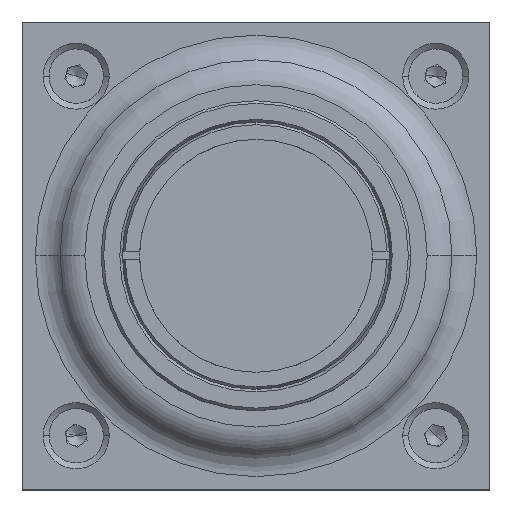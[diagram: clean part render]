
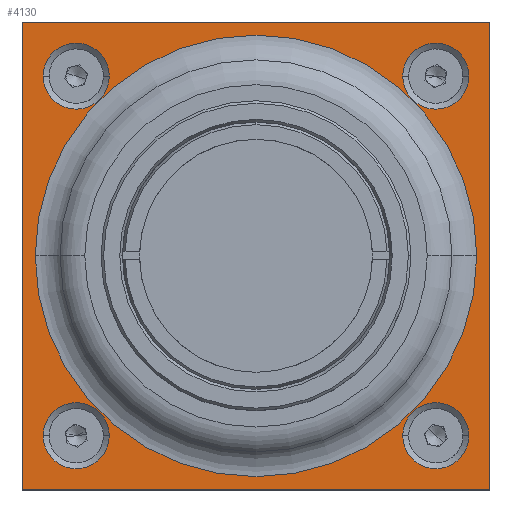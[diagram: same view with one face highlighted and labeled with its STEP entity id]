
A CAD part, top view. The second image highlights one B-rep face of the part: STEP entity #4130.
In plain terms, the highlighted planar face has unit normal (0, 0, 1).
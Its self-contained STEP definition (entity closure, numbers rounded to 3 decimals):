
#55 = EDGE_CURVE ( 'NONE', #3616, #3691, #6257, .T. ) ;
#103 = CARTESIAN_POINT ( 'NONE',  ( -8.234, -17.46, 3.1 ) ) ;
#302 = EDGE_CURVE ( 'NONE', #4508, #1536, #5661, .T. ) ;
#309 = EDGE_CURVE ( 'NONE', #3691, #2773, #3430, .T. ) ;
#321 = AXIS2_PLACEMENT_3D ( 'NONE', #670, #6110, #3615 ) ;
#373 = ORIENTED_EDGE ( 'NONE', *, *, #1577, .F. ) ;
#377 = CARTESIAN_POINT ( 'NONE',  ( 30.371, -17.46, 3.1 ) ) ;
#385 = DIRECTION ( 'NONE',  ( 1., 0., 0. ) ) ;
#449 = VERTEX_POINT ( 'NONE', #377 ) ;
#481 = AXIS2_PLACEMENT_3D ( 'NONE', #1098, #4081, #3575 ) ;
#609 = CIRCLE ( 'NONE', #2650, 3.25 ) ;
#632 = DIRECTION ( 'NONE',  ( 1., 0., 0. ) ) ;
#670 = CARTESIAN_POINT ( 'NONE',  ( 9.443, 0.218, 3.1 ) ) ;
#695 = CARTESIAN_POINT ( 'NONE',  ( -13.557, 23.218, 3.1 ) ) ;
#722 = FACE_BOUND ( 'NONE', #3999, .T. ) ;
#777 = DIRECTION ( 'NONE',  ( 0., 0., 1. ) ) ;
#882 = CARTESIAN_POINT ( 'NONE',  ( -13.557, -22.782, 3.1 ) ) ;
#922 = ORIENTED_EDGE ( 'NONE', *, *, #6261, .F. ) ;
#1094 = VECTOR ( 'NONE', #4179, 1000. ) ;
#1098 = CARTESIAN_POINT ( 'NONE',  ( 9.443, 0.218, 3.1 ) ) ;
#1119 = FACE_OUTER_BOUND ( 'NONE', #4636, .T. ) ;
#1265 = VERTEX_POINT ( 'NONE', #3039 ) ;
#1280 = DIRECTION ( 'NONE',  ( -1., 0., 0. ) ) ;
#1303 = EDGE_CURVE ( 'NONE', #3327, #1450, #3673, .T. ) ;
#1340 = CARTESIAN_POINT ( 'NONE',  ( 27.121, 17.895, 3.1 ) ) ;
#1450 = VERTEX_POINT ( 'NONE', #4180 ) ;
#1487 = EDGE_CURVE ( 'NONE', #2773, #2957, #3825, .T. ) ;
#1496 = AXIS2_PLACEMENT_3D ( 'NONE', #5011, #3078, #3558 ) ;
#1536 = VERTEX_POINT ( 'NONE', #6136 ) ;
#1552 = ORIENTED_EDGE ( 'NONE', *, *, #5861, .F. ) ;
#1560 = VECTOR ( 'NONE', #2746, 1000. ) ;
#1563 = DIRECTION ( 'NONE',  ( 1., 0., 0. ) ) ;
#1577 = EDGE_CURVE ( 'NONE', #1450, #3327, #609, .T. ) ;
#1594 = FACE_BOUND ( 'NONE', #3390, .T. ) ;
#1619 = CARTESIAN_POINT ( 'NONE',  ( -8.234, 17.895, 3.1 ) ) ;
#1667 = CIRCLE ( 'NONE', #4942, 3.25 ) ;
#1750 = DIRECTION ( 'NONE',  ( 0., 0., 1. ) ) ;
#2013 = AXIS2_PLACEMENT_3D ( 'NONE', #103, #5570, #1563 ) ;
#2195 = CARTESIAN_POINT ( 'NONE',  ( 23.871, -17.46, 3.1 ) ) ;
#2207 = ORIENTED_EDGE ( 'NONE', *, *, #1487, .F. ) ;
#2255 = CIRCLE ( 'NONE', #1496, 3.25 ) ;
#2393 = DIRECTION ( 'NONE',  ( 0., 0., 1. ) ) ;
#2443 = VERTEX_POINT ( 'NONE', #2195 ) ;
#2511 = VERTEX_POINT ( 'NONE', #4163 ) ;
#2576 = DIRECTION ( 'NONE',  ( 0., 0., 1. ) ) ;
#2650 = AXIS2_PLACEMENT_3D ( 'NONE', #5815, #777, #4817 ) ;
#2681 = PLANE ( 'NONE',  #5025 ) ;
#2693 = CARTESIAN_POINT ( 'NONE',  ( 27.121, -17.46, 3.1 ) ) ;
#2746 = DIRECTION ( 'NONE',  ( 0., 1., 0. ) ) ;
#2751 = CARTESIAN_POINT ( 'NONE',  ( -12.265, 0.218, 3.1 ) ) ;
#2773 = VERTEX_POINT ( 'NONE', #882 ) ;
#2882 = AXIS2_PLACEMENT_3D ( 'NONE', #1340, #3838, #385 ) ;
#2913 = LINE ( 'NONE', #4668, #1094 ) ;
#2957 = VERTEX_POINT ( 'NONE', #6023 ) ;
#3039 = CARTESIAN_POINT ( 'NONE',  ( 30.371, 17.895, 3.1 ) ) ;
#3078 = DIRECTION ( 'NONE',  ( 0., 0., 1. ) ) ;
#3095 = FACE_BOUND ( 'NONE', #4375, .T. ) ;
#3121 = CIRCLE ( 'NONE', #5676, 3.25 ) ;
#3125 = EDGE_LOOP ( 'NONE', ( #1552, #4589 ) ) ;
#3175 = CARTESIAN_POINT ( 'NONE',  ( -8.234, 17.895, 3.1 ) ) ;
#3327 = VERTEX_POINT ( 'NONE', #5737 ) ;
#3390 = EDGE_LOOP ( 'NONE', ( #3805, #5789 ) ) ;
#3392 = FACE_BOUND ( 'NONE', #3125, .T. ) ;
#3430 = LINE ( 'NONE', #5120, #6161 ) ;
#3450 = VECTOR ( 'NONE', #4867, 1000. ) ;
#3484 = ORIENTED_EDGE ( 'NONE', *, *, #4381, .F. ) ;
#3505 = EDGE_CURVE ( 'NONE', #2511, #1265, #4120, .T. ) ;
#3558 = DIRECTION ( 'NONE',  ( 1., 0., 0. ) ) ;
#3575 = DIRECTION ( 'NONE',  ( 1., 0., 0. ) ) ;
#3600 = DIRECTION ( 'NONE',  ( 1., 0., 0. ) ) ;
#3615 = DIRECTION ( 'NONE',  ( 1., 0., 0. ) ) ;
#3616 = VERTEX_POINT ( 'NONE', #6375 ) ;
#3673 = CIRCLE ( 'NONE', #2013, 3.25 ) ;
#3691 = VERTEX_POINT ( 'NONE', #4956 ) ;
#3722 = DIRECTION ( 'NONE',  ( 1., 0., 0. ) ) ;
#3730 = DIRECTION ( 'NONE',  ( 1., 0., 0. ) ) ;
#3805 = ORIENTED_EDGE ( 'NONE', *, *, #3872, .T. ) ;
#3825 = LINE ( 'NONE', #695, #1560 ) ;
#3838 = DIRECTION ( 'NONE',  ( 0., 0., 1. ) ) ;
#3872 = EDGE_CURVE ( 'NONE', #3914, #5322, #6119, .T. ) ;
#3914 = VERTEX_POINT ( 'NONE', #6048 ) ;
#3969 = CIRCLE ( 'NONE', #321, 21.708 ) ;
#3976 = AXIS2_PLACEMENT_3D ( 'NONE', #1619, #1750, #3730 ) ;
#3993 = ORIENTED_EDGE ( 'NONE', *, *, #5018, .F. ) ;
#3999 = EDGE_LOOP ( 'NONE', ( #5474, #4901 ) ) ;
#4042 = CIRCLE ( 'NONE', #6335, 3.25 ) ;
#4081 = DIRECTION ( 'NONE',  ( 0., 0., -1. ) ) ;
#4120 = CIRCLE ( 'NONE', #2882, 3.25 ) ;
#4130 = ADVANCED_FACE ( 'NONE', ( #1594, #3392, #722, #5879, #3095, #1119 ), #2681, .T. ) ;
#4163 = CARTESIAN_POINT ( 'NONE',  ( 23.871, 17.895, 3.1 ) ) ;
#4171 = ORIENTED_EDGE ( 'NONE', *, *, #309, .F. ) ;
#4179 = DIRECTION ( 'NONE',  ( 1., 0., 0. ) ) ;
#4180 = CARTESIAN_POINT ( 'NONE',  ( -4.984, -17.46, 3.1 ) ) ;
#4254 = CARTESIAN_POINT ( 'NONE',  ( -11.484, 17.895, 3.1 ) ) ;
#4375 = EDGE_LOOP ( 'NONE', ( #373, #4971 ) ) ;
#4381 = EDGE_CURVE ( 'NONE', #2443, #449, #1667, .T. ) ;
#4484 = DIRECTION ( 'NONE',  ( 1., 0., 0. ) ) ;
#4508 = VERTEX_POINT ( 'NONE', #4254 ) ;
#4589 = ORIENTED_EDGE ( 'NONE', *, *, #302, .F. ) ;
#4636 = EDGE_LOOP ( 'NONE', ( #4171, #4821, #3993, #2207 ) ) ;
#4667 = DIRECTION ( 'NONE',  ( 0., 0., 1. ) ) ;
#4668 = CARTESIAN_POINT ( 'NONE',  ( -13.557, 23.218, 3.1 ) ) ;
#4701 = CARTESIAN_POINT ( 'NONE',  ( 9.443, 0.218, 3.1 ) ) ;
#4793 = CARTESIAN_POINT ( 'NONE',  ( 32.443, 23.218, 3.1 ) ) ;
#4801 = EDGE_LOOP ( 'NONE', ( #922, #3484 ) ) ;
#4817 = DIRECTION ( 'NONE',  ( 1., 0., 0. ) ) ;
#4821 = ORIENTED_EDGE ( 'NONE', *, *, #55, .F. ) ;
#4867 = DIRECTION ( 'NONE',  ( 0., -1., 0. ) ) ;
#4901 = ORIENTED_EDGE ( 'NONE', *, *, #3505, .F. ) ;
#4942 = AXIS2_PLACEMENT_3D ( 'NONE', #2693, #6166, #3722 ) ;
#4956 = CARTESIAN_POINT ( 'NONE',  ( 32.443, -22.782, 3.1 ) ) ;
#4971 = ORIENTED_EDGE ( 'NONE', *, *, #1303, .F. ) ;
#5011 = CARTESIAN_POINT ( 'NONE',  ( 27.121, 17.895, 3.1 ) ) ;
#5018 = EDGE_CURVE ( 'NONE', #2957, #3616, #2913, .T. ) ;
#5025 = AXIS2_PLACEMENT_3D ( 'NONE', #4701, #2576, #3600 ) ;
#5120 = CARTESIAN_POINT ( 'NONE',  ( -13.557, -22.782, 3.1 ) ) ;
#5322 = VERTEX_POINT ( 'NONE', #2751 ) ;
#5391 = CARTESIAN_POINT ( 'NONE',  ( 27.121, -17.46, 3.1 ) ) ;
#5474 = ORIENTED_EDGE ( 'NONE', *, *, #6459, .F. ) ;
#5570 = DIRECTION ( 'NONE',  ( 0., 0., 1. ) ) ;
#5661 = CIRCLE ( 'NONE', #3976, 3.25 ) ;
#5676 = AXIS2_PLACEMENT_3D ( 'NONE', #3175, #4667, #632 ) ;
#5737 = CARTESIAN_POINT ( 'NONE',  ( -11.484, -17.46, 3.1 ) ) ;
#5789 = ORIENTED_EDGE ( 'NONE', *, *, #5940, .T. ) ;
#5815 = CARTESIAN_POINT ( 'NONE',  ( -8.234, -17.46, 3.1 ) ) ;
#5861 = EDGE_CURVE ( 'NONE', #1536, #4508, #3121, .T. ) ;
#5879 = FACE_BOUND ( 'NONE', #4801, .T. ) ;
#5940 = EDGE_CURVE ( 'NONE', #5322, #3914, #3969, .T. ) ;
#6023 = CARTESIAN_POINT ( 'NONE',  ( -13.557, 23.218, 3.1 ) ) ;
#6048 = CARTESIAN_POINT ( 'NONE',  ( 31.151, 0.218, 3.1 ) ) ;
#6110 = DIRECTION ( 'NONE',  ( 0., 0., -1. ) ) ;
#6119 = CIRCLE ( 'NONE', #481, 21.708 ) ;
#6136 = CARTESIAN_POINT ( 'NONE',  ( -4.984, 17.895, 3.1 ) ) ;
#6161 = VECTOR ( 'NONE', #1280, 1000. ) ;
#6166 = DIRECTION ( 'NONE',  ( 0., 0., 1. ) ) ;
#6257 = LINE ( 'NONE', #4793, #3450 ) ;
#6261 = EDGE_CURVE ( 'NONE', #449, #2443, #4042, .T. ) ;
#6335 = AXIS2_PLACEMENT_3D ( 'NONE', #5391, #2393, #4484 ) ;
#6375 = CARTESIAN_POINT ( 'NONE',  ( 32.443, 23.218, 3.1 ) ) ;
#6459 = EDGE_CURVE ( 'NONE', #1265, #2511, #2255, .T. ) ;
